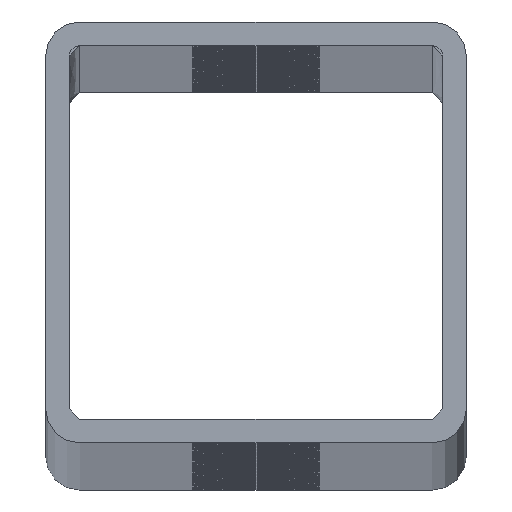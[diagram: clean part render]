
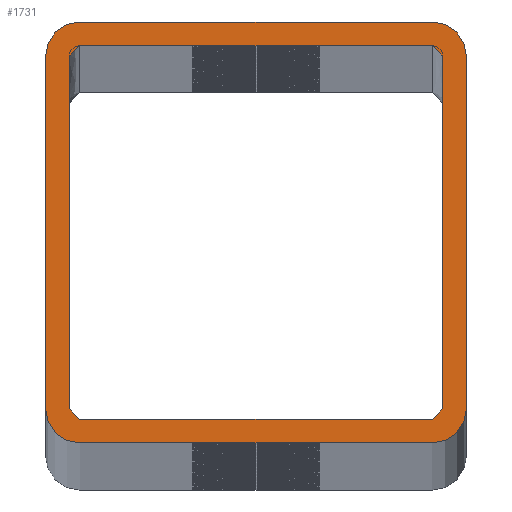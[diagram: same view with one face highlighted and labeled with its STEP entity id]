
A CAD part, top view. The second image highlights one B-rep face of the part: STEP entity #1731.
In plain terms, the highlighted planar face has unit normal (0, 0, 1).
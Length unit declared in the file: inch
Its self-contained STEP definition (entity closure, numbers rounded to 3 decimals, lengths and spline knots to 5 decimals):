
#1731=ADVANCED_FACE('',(#4293,#4294),#4295,.T.);
#4293=FACE_BOUND('',#10251,.T.);
#4294=FACE_OUTER_BOUND('',#10252,.T.);
#4295=PLANE('',#10253);
#10251=EDGE_LOOP('',(#19861,#19862,#19863,#19864,#19865,#19866,#19867,#19868));
#10252=EDGE_LOOP('',(#19869,#19870,#19871,#19872,#19873,#19874,#19875,#19876));
#10253=AXIS2_PLACEMENT_3D('',#19877,#19878,#19879);
#19861=ORIENTED_EDGE('',*,*,#26889,.F.);
#19862=ORIENTED_EDGE('',*,*,#26890,.F.);
#19863=ORIENTED_EDGE('',*,*,#26257,.F.);
#19864=ORIENTED_EDGE('',*,*,#26891,.F.);
#19865=ORIENTED_EDGE('',*,*,#26850,.F.);
#19866=ORIENTED_EDGE('',*,*,#25365,.F.);
#19867=ORIENTED_EDGE('',*,*,#26892,.F.);
#19868=ORIENTED_EDGE('',*,*,#26893,.F.);
#19869=ORIENTED_EDGE('',*,*,#26894,.F.);
#19870=ORIENTED_EDGE('',*,*,#26442,.F.);
#19871=ORIENTED_EDGE('',*,*,#26895,.F.);
#19872=ORIENTED_EDGE('',*,*,#26896,.F.);
#19873=ORIENTED_EDGE('',*,*,#26897,.F.);
#19874=ORIENTED_EDGE('',*,*,#26898,.F.);
#19875=ORIENTED_EDGE('',*,*,#26899,.F.);
#19876=ORIENTED_EDGE('',*,*,#26900,.F.);
#19877=CARTESIAN_POINT('',(0.78562,0.9375,120.0));
#19878=DIRECTION('',(0.0,0.0,1.0));
#19879=DIRECTION('',(1.0,0.0,0.0));
#25365=EDGE_CURVE('',#29850,#29851,#29852,.T.);
#26257=EDGE_CURVE('',#31361,#31362,#31363,.T.);
#26442=EDGE_CURVE('',#31682,#31683,#31684,.T.);
#26850=EDGE_CURVE('',#29851,#32331,#32332,.T.);
#26889=EDGE_CURVE('',#32394,#32395,#32396,.T.);
#26890=EDGE_CURVE('',#31362,#32394,#32397,.T.);
#26891=EDGE_CURVE('',#32331,#31361,#32398,.T.);
#26892=EDGE_CURVE('',#32399,#29850,#32400,.T.);
#26893=EDGE_CURVE('',#32395,#32399,#32401,.T.);
#26894=EDGE_CURVE('',#31683,#32402,#32403,.T.);
#26895=EDGE_CURVE('',#32404,#31682,#32405,.T.);
#26896=EDGE_CURVE('',#32406,#32404,#32407,.T.);
#26897=EDGE_CURVE('',#32408,#32406,#32409,.T.);
#26898=EDGE_CURVE('',#32410,#32408,#32411,.T.);
#26899=EDGE_CURVE('',#32412,#32410,#32413,.T.);
#26900=EDGE_CURVE('',#32402,#32412,#32414,.T.);
#29850=VERTEX_POINT('',#36938);
#29851=VERTEX_POINT('',#36939);
#29852=LINE('',#36940,#36941);
#31361=VERTEX_POINT('',#39911);
#31362=VERTEX_POINT('',#39912);
#31363=B_SPLINE_CURVE_WITH_KNOTS('',3,(#39913,#39914,#39915,#39916),.UNSPECIFIED.,.F.,.F.,(4,4),(-1.0,-0.0),.UNSPECIFIED.);
#31682=VERTEX_POINT('',#40729);
#31683=VERTEX_POINT('',#40730);
#31684=LINE('',#40731,#40732);
#32331=VERTEX_POINT('',#42054);
#32332=B_SPLINE_CURVE_WITH_KNOTS('',3,(#42055,#42056,#42057,#42058),.UNSPECIFIED.,.F.,.F.,(4,4),(-1.0,-0.0),.UNSPECIFIED.);
#32394=VERTEX_POINT('',#42174);
#32395=VERTEX_POINT('',#42175);
#32396=B_SPLINE_CURVE_WITH_KNOTS('',3,(#42176,#42177,#42178,#42179),.UNSPECIFIED.,.F.,.F.,(4,4),(-1.0,-0.0),.UNSPECIFIED.);
#32397=LINE('',#42180,#42181);
#32398=LINE('',#42182,#42183);
#32399=VERTEX_POINT('',#42184);
#32400=B_SPLINE_CURVE_WITH_KNOTS('',3,(#42185,#42186,#42187,#42188),.UNSPECIFIED.,.F.,.F.,(4,4),(-1.0,-0.0),.UNSPECIFIED.);
#32401=LINE('',#42189,#42190);
#32402=VERTEX_POINT('',#42191);
#32403=B_SPLINE_CURVE_WITH_KNOTS('',3,(#42192,#42193,#42194,#42195),.UNSPECIFIED.,.F.,.F.,(4,4),(0.0,1.0),.UNSPECIFIED.);
#32404=VERTEX_POINT('',#42196);
#32405=B_SPLINE_CURVE_WITH_KNOTS('',3,(#42197,#42198,#42199,#42200),.UNSPECIFIED.,.F.,.F.,(4,4),(0.0,1.0),.UNSPECIFIED.);
#32406=VERTEX_POINT('',#42201);
#32407=LINE('',#42202,#42203);
#32408=VERTEX_POINT('',#42204);
#32409=B_SPLINE_CURVE_WITH_KNOTS('',3,(#42205,#42206,#42207,#42208),.UNSPECIFIED.,.F.,.F.,(4,4),(0.0,1.0),.UNSPECIFIED.);
#32410=VERTEX_POINT('',#42209);
#32411=LINE('',#42210,#42211);
#32412=VERTEX_POINT('',#42212);
#32413=B_SPLINE_CURVE_WITH_KNOTS('',3,(#42213,#42214,#42215,#42216),.UNSPECIFIED.,.F.,.F.,(4,4),(0.0,1.0),.UNSPECIFIED.);
#32414=LINE('',#42217,#42218);
#36938=CARTESIAN_POINT('',(0.0,0.10499,120.0));
#36939=CARTESIAN_POINT('',(1.57125,0.10499,120.0));
#36940=CARTESIAN_POINT('',(1.57125,0.10499,120.0));
#36941=VECTOR('',#48966,1.0);
#39911=CARTESIAN_POINT('',(1.61812,1.72312,120.0));
#39912=CARTESIAN_POINT('',(1.57125,1.77,120.0));
#39913=CARTESIAN_POINT('',(1.61812,1.72312,120.0));
#39914=CARTESIAN_POINT('',(1.61812,1.74901,120.0));
#39915=CARTESIAN_POINT('',(1.59714,1.77,120.0));
#39916=CARTESIAN_POINT('',(1.57125,1.77,120.0));
#40729=CARTESIAN_POINT('',(1.57125,0.0,120.0));
#40730=CARTESIAN_POINT('',(0.0,0.0,120.0));
#40731=CARTESIAN_POINT('',(1.57125,0.0,120.0));
#40732=VECTOR('',#49308,1.0);
#42054=CARTESIAN_POINT('',(1.61812,0.15187,120.0));
#42055=CARTESIAN_POINT('',(1.57125,0.10499,120.0));
#42056=CARTESIAN_POINT('',(1.59714,0.10499,120.0));
#42057=CARTESIAN_POINT('',(1.61812,0.12599,120.0));
#42058=CARTESIAN_POINT('',(1.61812,0.15187,120.0));
#42174=CARTESIAN_POINT('',(0.0,1.77,120.0));
#42175=CARTESIAN_POINT('',(-0.04688,1.72312,120.0));
#42176=CARTESIAN_POINT('',(0.0,1.77,120.0));
#42177=CARTESIAN_POINT('',(-0.02589,1.77,120.0));
#42178=CARTESIAN_POINT('',(-0.04688,1.74901,120.0));
#42179=CARTESIAN_POINT('',(-0.04688,1.72312,120.0));
#42180=CARTESIAN_POINT('',(0.0,1.77,120.0));
#42181=VECTOR('',#49465,1.0);
#42182=CARTESIAN_POINT('',(1.61812,1.72312,120.0));
#42183=VECTOR('',#49466,1.0);
#42184=CARTESIAN_POINT('',(-0.04688,0.15187,120.0));
#42185=CARTESIAN_POINT('',(-0.04688,0.15187,120.0));
#42186=CARTESIAN_POINT('',(-0.04688,0.12599,120.0));
#42187=CARTESIAN_POINT('',(-0.02589,0.10499,120.0));
#42188=CARTESIAN_POINT('',(0.0,0.10499,120.0));
#42189=CARTESIAN_POINT('',(-0.04688,0.15187,120.0));
#42190=VECTOR('',#49467,1.0);
#42191=CARTESIAN_POINT('',(-0.15188,0.15187,120.0));
#42192=CARTESIAN_POINT('',(0.0,0.0,120.0));
#42193=CARTESIAN_POINT('',(-0.08388,0.0,120.0));
#42194=CARTESIAN_POINT('',(-0.15188,0.06799,120.0));
#42195=CARTESIAN_POINT('',(-0.15188,0.15187,120.0));
#42196=CARTESIAN_POINT('',(1.72312,0.15187,120.0));
#42197=CARTESIAN_POINT('',(1.72312,0.15187,120.0));
#42198=CARTESIAN_POINT('',(1.72312,0.06799,120.0));
#42199=CARTESIAN_POINT('',(1.65513,0.0,120.0));
#42200=CARTESIAN_POINT('',(1.57125,0.0,120.0));
#42201=CARTESIAN_POINT('',(1.72312,1.72312,120.0));
#42202=CARTESIAN_POINT('',(1.72312,1.72312,120.0));
#42203=VECTOR('',#49468,1.0);
#42204=CARTESIAN_POINT('',(1.57125,1.875,120.0));
#42205=CARTESIAN_POINT('',(1.57125,1.875,120.0));
#42206=CARTESIAN_POINT('',(1.65513,1.875,120.0));
#42207=CARTESIAN_POINT('',(1.72312,1.80701,120.0));
#42208=CARTESIAN_POINT('',(1.72312,1.72312,120.0));
#42209=CARTESIAN_POINT('',(0.0,1.875,120.0));
#42210=CARTESIAN_POINT('',(0.0,1.875,120.0));
#42211=VECTOR('',#49469,1.0);
#42212=CARTESIAN_POINT('',(-0.15188,1.72312,120.0));
#42213=CARTESIAN_POINT('',(-0.15188,1.72312,120.0));
#42214=CARTESIAN_POINT('',(-0.15188,1.80701,120.0));
#42215=CARTESIAN_POINT('',(-0.08388,1.875,120.0));
#42216=CARTESIAN_POINT('',(0.0,1.875,120.0));
#42217=CARTESIAN_POINT('',(-0.15188,0.15187,120.0));
#42218=VECTOR('',#49470,1.0);
#48966=DIRECTION('',(1.0,0.0,0.0));
#49308=DIRECTION('',(-1.0,0.0,0.0));
#49465=DIRECTION('',(-1.0,-0.0,-0.0));
#49466=DIRECTION('',(0.0,1.0,0.0));
#49467=DIRECTION('',(-0.0,-1.0,-0.0));
#49468=DIRECTION('',(0.0,-1.0,0.0));
#49469=DIRECTION('',(1.0,0.0,0.0));
#49470=DIRECTION('',(0.0,1.0,0.0));
